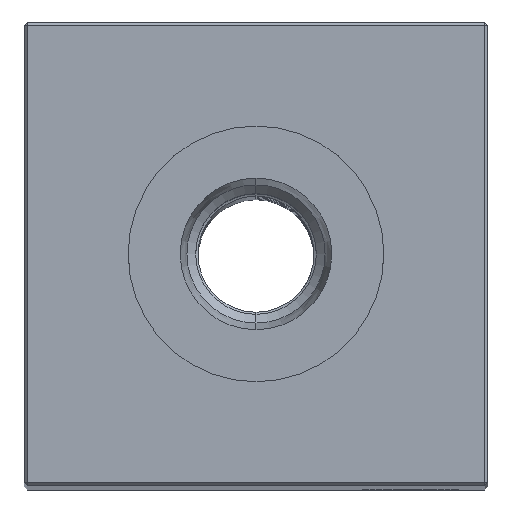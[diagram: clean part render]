
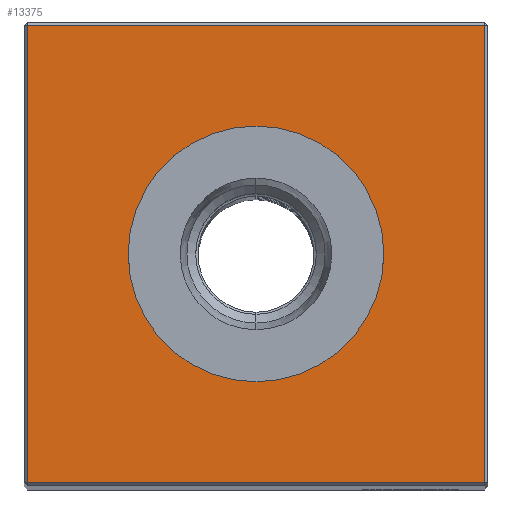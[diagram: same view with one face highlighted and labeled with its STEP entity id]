
A CAD part, top view. The second image highlights one B-rep face of the part: STEP entity #13375.
In plain terms, the highlighted planar face has unit normal (0, 0, 1).
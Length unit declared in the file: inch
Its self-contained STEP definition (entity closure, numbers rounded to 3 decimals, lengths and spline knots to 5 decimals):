
#169 = CARTESIAN_POINT ( 'NONE',  ( -0.74, 0., 7.75 ) ) ;
#468 = VECTOR ( 'NONE', #11730, 39.37008 ) ;
#548 = CARTESIAN_POINT ( 'NONE',  ( 0.74, 0., 7.75 ) ) ;
#931 = DIRECTION ( 'NONE',  ( 0., 0., -1. ) ) ;
#2035 = ORIENTED_EDGE ( 'NONE', *, *, #13069, .T. ) ;
#4420 = AXIS2_PLACEMENT_3D ( 'NONE', #8196, #931, #16092 ) ;
#4870 = VERTEX_POINT ( 'NONE', #14070 ) ;
#5118 = CARTESIAN_POINT ( 'NONE',  ( 0., 0., 7.75 ) ) ;
#6137 = VECTOR ( 'NONE', #11316, 39.37008 ) ;
#6396 = EDGE_LOOP ( 'NONE', ( #15511, #7073 ) ) ;
#6399 = DIRECTION ( 'NONE',  ( 0., 1., 0. ) ) ;
#6491 = VERTEX_POINT ( 'NONE', #10763 ) ;
#6958 = FACE_BOUND ( 'NONE', #6396, .T. ) ;
#6974 = AXIS2_PLACEMENT_3D ( 'NONE', #10519, #14594, #22395 ) ;
#7073 = ORIENTED_EDGE ( 'NONE', *, *, #7501, .T. ) ;
#7281 = DIRECTION ( 'NONE',  ( 0., 0., -1. ) ) ;
#7501 = EDGE_CURVE ( 'NONE', #10644, #4870, #15506, .T. ) ;
#7557 = CARTESIAN_POINT ( 'NONE',  ( 0., 0.74, 7.75 ) ) ;
#8196 = CARTESIAN_POINT ( 'NONE',  ( 0., 0., 7.75 ) ) ;
#8294 = CARTESIAN_POINT ( 'NONE',  ( 0., -0.41339, 7.75 ) ) ;
#9033 = CARTESIAN_POINT ( 'NONE',  ( 0.74, -0.74, 7.75 ) ) ;
#9368 = VECTOR ( 'NONE', #6399, 39.37008 ) ;
#9584 = DIRECTION ( 'NONE',  ( -1., 0., 0. ) ) ;
#10211 = LINE ( 'NONE', #548, #9368 ) ;
#10519 = CARTESIAN_POINT ( 'NONE',  ( 0., 0., 7.75 ) ) ;
#10644 = VERTEX_POINT ( 'NONE', #8294 ) ;
#10763 = CARTESIAN_POINT ( 'NONE',  ( 0.74, 0.74, 7.75 ) ) ;
#11217 = DIRECTION ( 'NONE',  ( -1., 0., 0. ) ) ;
#11316 = DIRECTION ( 'NONE',  ( 1., 0., 0. ) ) ;
#11519 = VERTEX_POINT ( 'NONE', #12595 ) ;
#11646 = EDGE_CURVE ( 'NONE', #11519, #19004, #22814, .T. ) ;
#11730 = DIRECTION ( 'NONE',  ( 0., -1., 0. ) ) ;
#11830 = ORIENTED_EDGE ( 'NONE', *, *, #18900, .T. ) ;
#12595 = CARTESIAN_POINT ( 'NONE',  ( -0.74, -0.74, 7.75 ) ) ;
#12808 = CARTESIAN_POINT ( 'NONE',  ( -0.74, 0.74, 7.75 ) ) ;
#13069 = EDGE_CURVE ( 'NONE', #22696, #11519, #19536, .T. ) ;
#13375 = ADVANCED_FACE ( 'NONE', ( #24305, #6958 ), #18449, .F. ) ;
#14070 = CARTESIAN_POINT ( 'NONE',  ( 0., 0.41339, 7.75 ) ) ;
#14273 = AXIS2_PLACEMENT_3D ( 'NONE', #5118, #7281, #11217 ) ;
#14353 = EDGE_LOOP ( 'NONE', ( #2035, #21852, #11830, #22482 ) ) ;
#14594 = DIRECTION ( 'NONE',  ( 0., 0., -1. ) ) ;
#15506 = CIRCLE ( 'NONE', #14273, 0.41339 ) ;
#15511 = ORIENTED_EDGE ( 'NONE', *, *, #23986, .T. ) ;
#16092 = DIRECTION ( 'NONE',  ( -1., 0., 0. ) ) ;
#16624 = CIRCLE ( 'NONE', #4420, 0.41339 ) ;
#17006 = LINE ( 'NONE', #7557, #23370 ) ;
#18449 = PLANE ( 'NONE',  #6974 ) ;
#18900 = EDGE_CURVE ( 'NONE', #19004, #6491, #10211, .T. ) ;
#19004 = VERTEX_POINT ( 'NONE', #9033 ) ;
#19536 = LINE ( 'NONE', #169, #468 ) ;
#20563 = EDGE_CURVE ( 'NONE', #6491, #22696, #17006, .T. ) ;
#21852 = ORIENTED_EDGE ( 'NONE', *, *, #11646, .T. ) ;
#22395 = DIRECTION ( 'NONE',  ( -1., 0., 0. ) ) ;
#22482 = ORIENTED_EDGE ( 'NONE', *, *, #20563, .T. ) ;
#22684 = CARTESIAN_POINT ( 'NONE',  ( 0., -0.74, 7.75 ) ) ;
#22696 = VERTEX_POINT ( 'NONE', #12808 ) ;
#22814 = LINE ( 'NONE', #22684, #6137 ) ;
#23370 = VECTOR ( 'NONE', #9584, 39.37008 ) ;
#23986 = EDGE_CURVE ( 'NONE', #4870, #10644, #16624, .T. ) ;
#24305 = FACE_OUTER_BOUND ( 'NONE', #14353, .T. ) ;
